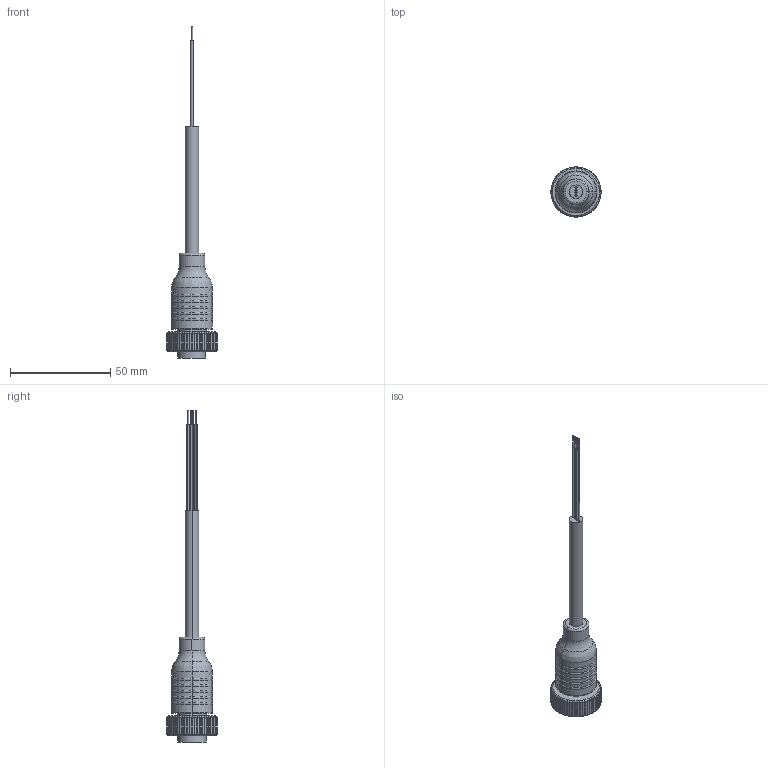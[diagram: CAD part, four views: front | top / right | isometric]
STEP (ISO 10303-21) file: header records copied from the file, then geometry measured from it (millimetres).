
FILE_DESCRIPTION((''),'2;1');
FILE_NAME('254671_SM01_ASM','2026-03-30T09:20:39',('banengservice'),('BANNER ENGINEERING'),'CREO PARAMETRIC BY PTC INC, 2022414','CREO PARAMETRIC BY PTC INC, 2022414','');
FILE_SCHEMA(('CONFIG_CONTROL_DESIGN'));
Length unit declared in the file: millimetre
Products named in the file (2): 254671_EP01; 254671_SM01_ASM
Assembly tree (1 placements, depth 2):
  254671_SM01_ASM
    254671_EP01
Bounding box: 25 x 25 x 165.8 mm (x, y, z)
Volume: 16478 mm3; surface area: 8958.3 mm2
Topology: 1 solids, 1 shells, 378 faces, 956 edges, 609 vertices
Faces by surface type: plane 163, cylinder 155, cone 28, torus 24, bspline 8
Entity records: 16037 total; most frequent: CARTESIAN_POINT 7206, ORIENTED_EDGE 1896, DIRECTION 1750, EDGE_CURVE 948, AXIS2_PLACEMENT_3D 717, VERTEX_POINT 609, EDGE_LOOP 415, FACE_OUTER_BOUND 378
